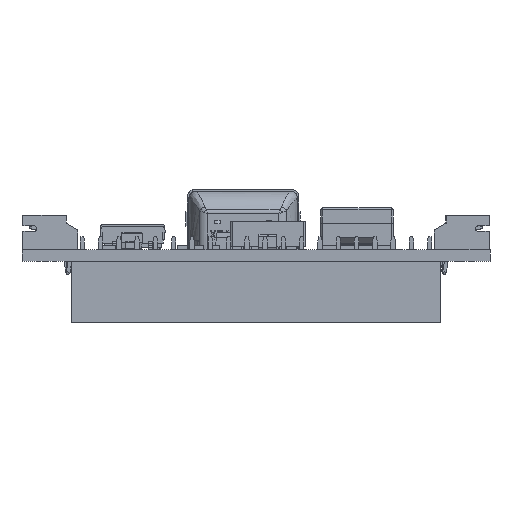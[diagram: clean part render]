
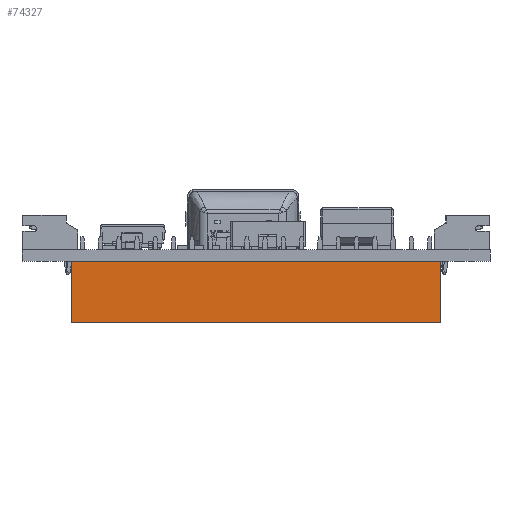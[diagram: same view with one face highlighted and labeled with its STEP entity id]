
A CAD part, front view. The second image highlights one B-rep face of the part: STEP entity #74327.
In plain terms, the highlighted face is planar.
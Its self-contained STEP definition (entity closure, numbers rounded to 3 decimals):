
#71506 = VERTEX_POINT('',#71507);
#71507 = CARTESIAN_POINT('',(-25.654,8.509,2.54));
#71513 = EDGE_CURVE('',#71506,#71514,#71516,.T.);
#71514 = VERTEX_POINT('',#71515);
#71515 = CARTESIAN_POINT('',(25.654,8.509,2.54));
#71516 = LINE('',#71517,#71518);
#71517 = CARTESIAN_POINT('',(25.654,8.509,2.54));
#71518 = VECTOR('',#71519,1.);
#71519 = DIRECTION('',(1.,-0.,-0.));
#74168 = VERTEX_POINT('',#74169);
#74169 = CARTESIAN_POINT('',(-25.654,0.,2.54));
#74186 = VERTEX_POINT('',#74187);
#74187 = CARTESIAN_POINT('',(25.654,0.,2.54));
#74193 = EDGE_CURVE('',#74186,#74168,#74194,.T.);
#74194 = LINE('',#74195,#74196);
#74195 = CARTESIAN_POINT('',(-25.654,0.,2.54));
#74196 = VECTOR('',#74197,1.);
#74197 = DIRECTION('',(-1.,0.,0.));
#74247 = EDGE_CURVE('',#74168,#71506,#74248,.T.);
#74248 = LINE('',#74249,#74250);
#74249 = CARTESIAN_POINT('',(-25.654,-51.559,2.54));
#74250 = VECTOR('',#74251,1.);
#74251 = DIRECTION('',(0.,1.,0.));
#74302 = EDGE_CURVE('',#74186,#71514,#74303,.T.);
#74303 = LINE('',#74304,#74305);
#74304 = CARTESIAN_POINT('',(25.654,-51.559,2.54));
#74305 = VECTOR('',#74306,1.);
#74306 = DIRECTION('',(0.,1.,0.));
#74327 = ADVANCED_FACE('',(#74328),#74334,.T.);
#74328 = FACE_BOUND('',#74329,.T.);
#74329 = EDGE_LOOP('',(#74330,#74331,#74332,#74333));
#74330 = ORIENTED_EDGE('',*,*,#74302,.T.);
#74331 = ORIENTED_EDGE('',*,*,#71513,.F.);
#74332 = ORIENTED_EDGE('',*,*,#74247,.F.);
#74333 = ORIENTED_EDGE('',*,*,#74193,.F.);
#74334 = PLANE('',#74335);
#74335 = AXIS2_PLACEMENT_3D('',#74336,#74337,#74338);
#74336 = CARTESIAN_POINT('',(-25.654,-51.559,2.54));
#74337 = DIRECTION('',(0.,-0.,1.));
#74338 = DIRECTION('',(1.,0.,0.));
